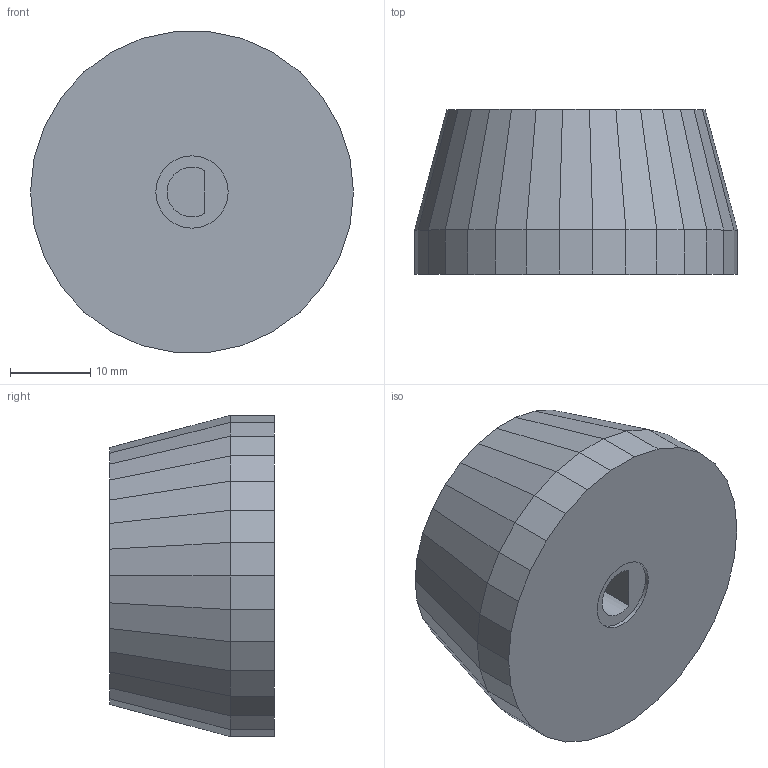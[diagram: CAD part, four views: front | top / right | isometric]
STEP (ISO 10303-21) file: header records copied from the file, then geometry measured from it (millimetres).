
FILE_DESCRIPTION(/* description */ (''),/* implementation_level */ '2;1');
FILE_NAME(/* name */ 'knob_Y v3 v2.step',/* time_stamp */ '2021-07-10T21:52:21+01:00',/* author */ (''),/* organization */ (''),/* preprocessor_version */ 'ST-DEVELOPER v18.1',/* originating_system */ 'Autodesk Translation Framework v10.9.0.1377',/* authorisation */ '');
FILE_SCHEMA (('AUTOMOTIVE_DESIGN { 1 0 10303 214 3 1 1 }'));
Length unit declared in the file: millimetre
Products named in the file (1): knob_Y v3
Bounding box: 40.22 x 20.5 x 40 mm (x, y, z)
Volume: 22054.2 mm3; surface area: 4712.3 mm2
Topology: 1 solids, 1 shells, 77 faces, 186 edges, 114 vertices
Faces by surface type: plane 75, cylinder 2
Full cylindrical faces by diameter (mm): 9 x1
Entity records: 2197 total; most frequent: CARTESIAN_POINT 378, ORIENTED_EDGE 372, DIRECTION 346, EDGE_CURVE 186, LINE 182, VECTOR 182, VERTEX_POINT 114, AXIS2_PLACEMENT_3D 82
